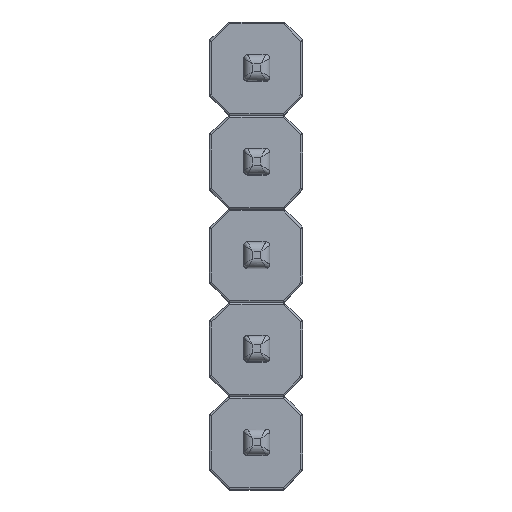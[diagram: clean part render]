
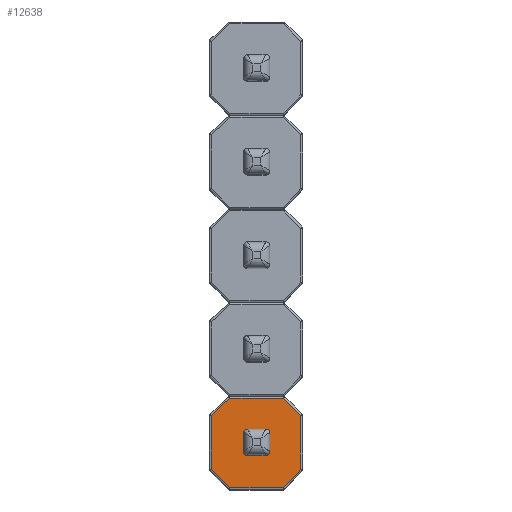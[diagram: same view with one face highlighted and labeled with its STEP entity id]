
A CAD part, top view. The second image highlights one B-rep face of the part: STEP entity #12638.
In plain terms, the highlighted planar face has unit normal (0, 0, 1).
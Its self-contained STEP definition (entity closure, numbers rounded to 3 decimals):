
#293=FACE_BOUND('',#4302,.T.);
#322=PLANE('',#13639);
#968=LINE('',#19801,#1936);
#970=LINE('',#19804,#1938);
#978=LINE('',#19816,#1946);
#980=LINE('',#19819,#1948);
#984=LINE('',#19825,#1952);
#986=LINE('',#19828,#1954);
#994=LINE('',#19840,#1962);
#996=LINE('',#19843,#1964);
#1004=LINE('',#19875,#1972);
#1005=LINE('',#19879,#1973);
#1006=LINE('',#19883,#1974);
#1007=LINE('',#19887,#1975);
#1936=VECTOR('',#15422,10.);
#1938=VECTOR('',#15426,10.);
#1946=VECTOR('',#15442,10.);
#1948=VECTOR('',#15446,10.);
#1952=VECTOR('',#15454,10.);
#1954=VECTOR('',#15458,10.);
#1962=VECTOR('',#15474,10.);
#1964=VECTOR('',#15478,10.);
#1972=VECTOR('',#15514,10.);
#1973=VECTOR('',#15517,10.);
#1974=VECTOR('',#15520,10.);
#1975=VECTOR('',#15523,10.);
#3376=FACE_OUTER_BOUND('',#4301,.T.);
#4301=EDGE_LOOP('',(#8906,#8907,#8908,#8909,#8910,#8911,#8912,#8913));
#4302=EDGE_LOOP('',(#8914,#8915,#8916,#8917,#8918,#8919,#8920,#8921));
#5250=CIRCLE('',#13640,0.1);
#5251=CIRCLE('',#13641,0.1);
#5252=CIRCLE('',#13642,0.1);
#5253=CIRCLE('',#13643,0.1);
#5903=VERTEX_POINT('',#19666);
#5909=VERTEX_POINT('',#19680);
#5912=VERTEX_POINT('',#19687);
#5921=VERTEX_POINT('',#19711);
#5924=VERTEX_POINT('',#19718);
#5933=VERTEX_POINT('',#19748);
#5936=VERTEX_POINT('',#19755);
#5945=VERTEX_POINT('',#19779);
#5958=VERTEX_POINT('',#19873);
#5959=VERTEX_POINT('',#19874);
#5960=VERTEX_POINT('',#19876);
#5961=VERTEX_POINT('',#19878);
#5962=VERTEX_POINT('',#19880);
#5963=VERTEX_POINT('',#19882);
#5964=VERTEX_POINT('',#19884);
#5965=VERTEX_POINT('',#19886);
#6934=EDGE_CURVE('',#5936,#5945,#968,.T.);
#6936=EDGE_CURVE('',#5945,#5933,#970,.T.);
#6944=EDGE_CURVE('',#5924,#5936,#978,.T.);
#6946=EDGE_CURVE('',#5933,#5921,#980,.T.);
#6950=EDGE_CURVE('',#5912,#5924,#984,.T.);
#6952=EDGE_CURVE('',#5921,#5909,#986,.T.);
#6960=EDGE_CURVE('',#5903,#5912,#994,.T.);
#6962=EDGE_CURVE('',#5909,#5903,#996,.T.);
#6974=EDGE_CURVE('',#5958,#5959,#1004,.T.);
#6975=EDGE_CURVE('',#5960,#5959,#5250,.F.);
#6976=EDGE_CURVE('',#5960,#5961,#1005,.T.);
#6977=EDGE_CURVE('',#5962,#5961,#5251,.F.);
#6978=EDGE_CURVE('',#5962,#5963,#1006,.T.);
#6979=EDGE_CURVE('',#5964,#5963,#5252,.F.);
#6980=EDGE_CURVE('',#5964,#5965,#1007,.T.);
#6981=EDGE_CURVE('',#5958,#5965,#5253,.F.);
#8906=ORIENTED_EDGE('',*,*,#6934,.F.);
#8907=ORIENTED_EDGE('',*,*,#6944,.F.);
#8908=ORIENTED_EDGE('',*,*,#6950,.F.);
#8909=ORIENTED_EDGE('',*,*,#6960,.F.);
#8910=ORIENTED_EDGE('',*,*,#6962,.F.);
#8911=ORIENTED_EDGE('',*,*,#6952,.F.);
#8912=ORIENTED_EDGE('',*,*,#6946,.F.);
#8913=ORIENTED_EDGE('',*,*,#6936,.F.);
#8914=ORIENTED_EDGE('',*,*,#6974,.T.);
#8915=ORIENTED_EDGE('',*,*,#6975,.F.);
#8916=ORIENTED_EDGE('',*,*,#6976,.T.);
#8917=ORIENTED_EDGE('',*,*,#6977,.F.);
#8918=ORIENTED_EDGE('',*,*,#6978,.T.);
#8919=ORIENTED_EDGE('',*,*,#6979,.F.);
#8920=ORIENTED_EDGE('',*,*,#6980,.T.);
#8921=ORIENTED_EDGE('',*,*,#6981,.F.);
#12638=ADVANCED_FACE('',(#3376,#293),#322,.T.);
#13639=AXIS2_PLACEMENT_3D('',#19872,#15512,#15513);
#13640=AXIS2_PLACEMENT_3D('',#19877,#15515,#15516);
#13641=AXIS2_PLACEMENT_3D('',#19881,#15518,#15519);
#13642=AXIS2_PLACEMENT_3D('',#19885,#15521,#15522);
#13643=AXIS2_PLACEMENT_3D('',#19888,#15524,#15525);
#15422=DIRECTION('',(0.,-1.,0.));
#15426=DIRECTION('',(-0.681,-0.733,0.));
#15442=DIRECTION('',(0.707,-0.707,0.));
#15446=DIRECTION('',(-1.,0.,0.));
#15454=DIRECTION('',(1.,0.,0.));
#15458=DIRECTION('',(-0.706,0.708,0.));
#15474=DIRECTION('',(0.734,0.679,0.));
#15478=DIRECTION('',(0.,1.,0.));
#15512=DIRECTION('center_axis',(0.,0.,1.));
#15513=DIRECTION('ref_axis',(1.,0.,0.));
#15514=DIRECTION('',(-1.,0.,0.));
#15515=DIRECTION('center_axis',(0.,0.,-1.));
#15516=DIRECTION('ref_axis',(-0.707,-0.707,0.));
#15517=DIRECTION('',(0.,1.,0.));
#15518=DIRECTION('center_axis',(0.,0.,-1.));
#15519=DIRECTION('ref_axis',(-0.707,0.707,0.));
#15520=DIRECTION('',(1.,0.,0.));
#15521=DIRECTION('center_axis',(0.,0.,-1.));
#15522=DIRECTION('ref_axis',(0.707,0.707,0.));
#15523=DIRECTION('',(0.,-1.,0.));
#15524=DIRECTION('center_axis',(0.,0.,-1.));
#15525=DIRECTION('ref_axis',(0.707,-0.707,0.));
#19666=CARTESIAN_POINT('',(-3.55,-0.166,2.54));
#19680=CARTESIAN_POINT('',(-3.55,-1.626,2.54));
#19687=CARTESIAN_POINT('',(-3.04,0.305,2.54));
#19711=CARTESIAN_POINT('',(-3.044,-2.135,2.54));
#19718=CARTESIAN_POINT('',(-1.581,0.305,2.54));
#19748=CARTESIAN_POINT('',(-1.584,-2.135,2.54));
#19755=CARTESIAN_POINT('',(-1.11,-0.165,2.54));
#19779=CARTESIAN_POINT('',(-1.11,-1.625,2.54));
#19801=CARTESIAN_POINT('',(-1.11,-1.28,2.54));
#19804=CARTESIAN_POINT('',(-1.46,-2.001,2.54));
#19816=CARTESIAN_POINT('',(-1.22,-0.055,2.54));
#19819=CARTESIAN_POINT('',(-2.697,-2.135,2.54));
#19825=CARTESIAN_POINT('',(-1.945,0.305,2.54));
#19828=CARTESIAN_POINT('',(-3.431,-1.745,2.54));
#19840=CARTESIAN_POINT('',(-3.146,0.208,2.54));
#19843=CARTESIAN_POINT('',(-3.55,-0.53,2.54));
#19872=CARTESIAN_POINT('Origin',(-2.33,-0.915,2.54));
#19873=CARTESIAN_POINT('',(-2.055,-1.259,2.54));
#19874=CARTESIAN_POINT('',(-2.562,-1.259,2.54));
#19875=CARTESIAN_POINT('',(-2.496,-1.259,2.54));
#19876=CARTESIAN_POINT('',(-2.662,-1.159,2.54));
#19877=CARTESIAN_POINT('Origin',(-2.562,-1.159,2.54));
#19878=CARTESIAN_POINT('',(-2.662,-0.652,2.54));
#19879=CARTESIAN_POINT('',(-2.662,-0.733,2.54));
#19880=CARTESIAN_POINT('',(-2.562,-0.552,2.54));
#19881=CARTESIAN_POINT('Origin',(-2.562,-0.652,2.54));
#19882=CARTESIAN_POINT('',(-2.055,-0.552,2.54));
#19883=CARTESIAN_POINT('',(-2.143,-0.552,2.54));
#19884=CARTESIAN_POINT('',(-1.955,-0.652,2.54));
#19885=CARTESIAN_POINT('Origin',(-2.055,-0.652,2.54));
#19886=CARTESIAN_POINT('',(-1.955,-1.159,2.54));
#19887=CARTESIAN_POINT('',(-1.955,-1.087,2.54));
#19888=CARTESIAN_POINT('Origin',(-2.055,-1.159,2.54));
